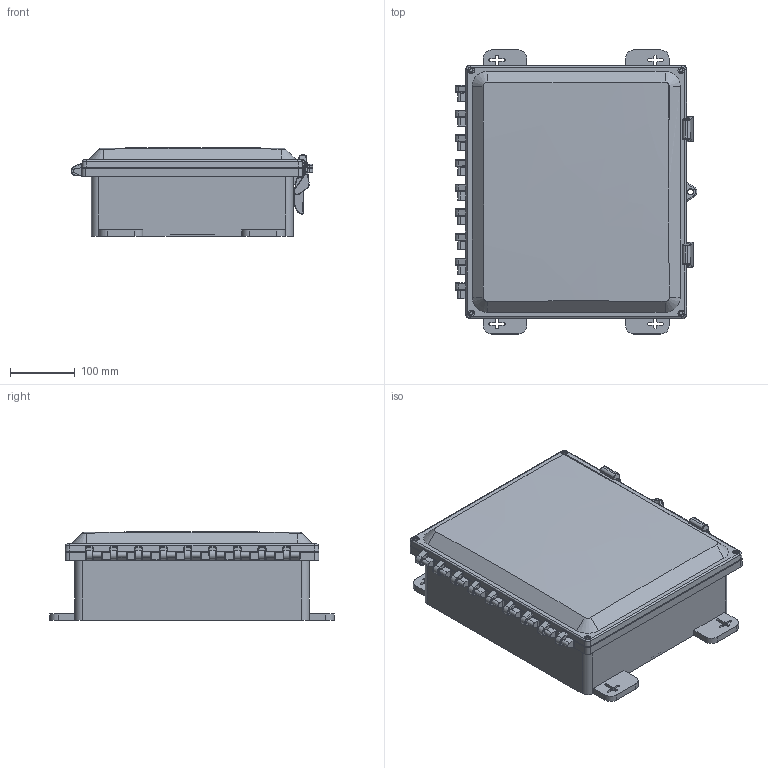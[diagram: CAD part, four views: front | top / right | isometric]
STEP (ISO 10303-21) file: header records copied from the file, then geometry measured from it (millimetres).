
FILE_DESCRIPTION (( 'STEP AP214' ), '1' );
FILE_NAME ('AH14124C.STEP', '2024-03-08T14:02:27', ( '' ), ( '' ), 'SwSTEP 2.0', 'SolidWorks 2023', '' );
FILE_SCHEMA (( 'AUTOMOTIVE_DESIGN' ));
Length unit declared in the file: inch
Products named in the file (1): AH14124C
Bounding box: 372.78 x 438.15 x 136.79 mm (x, y, z)
Volume: 2019044 mm3; surface area: 937211.1 mm2
Topology: 6 solids, 6 shells, 1306 faces, 3275 edges, 2021 vertices
Faces by surface type: cylinder 451, plane 449, bspline 374, cone 23, torus 9
Full cylindrical faces by diameter (mm): 4.76 x21, 4.953 x4, 5.08 x4, 6.35 x4, 7.518 x4, 7.937 x9, 8.319 x9, 9.525 x1, 9.906 x4, 11.43 x1, 12.38 x21, 15.88 x4
Entity records: 63264 total; most frequent: CARTESIAN_POINT 37037, ORIENTED_EDGE 6272, DIRECTION 3956, EDGE_CURVE 3136, VERTEX_POINT 1984, EDGE_LOOP 1492, VECTOR 1428, LINE 1428
